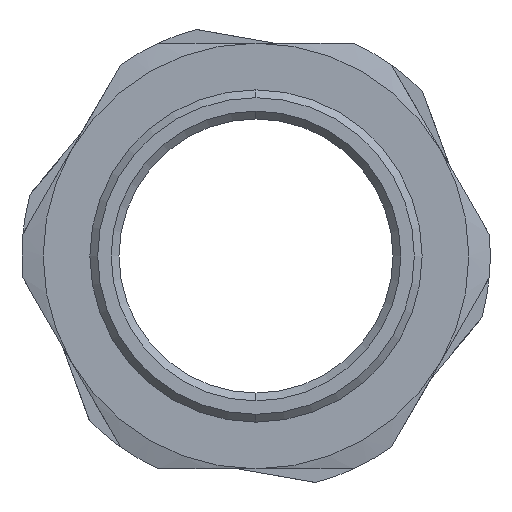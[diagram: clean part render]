
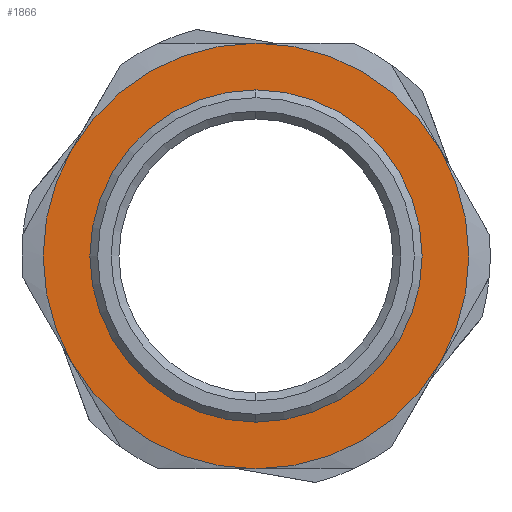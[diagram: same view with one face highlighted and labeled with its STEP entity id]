
A CAD part, left-side view. The second image highlights one B-rep face of the part: STEP entity #1866.
In plain terms, the highlighted planar face has unit normal (-1, 0, 0).
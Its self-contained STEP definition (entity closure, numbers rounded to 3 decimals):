
#22 = EDGE_LOOP ( 'NONE', ( #462, #1045, #1929, #949, #1314, #1075 ) ) ;
#58 = FACE_OUTER_BOUND ( 'NONE', #22, .T. ) ;
#115 = EDGE_CURVE ( 'NONE', #2307, #2737, #2564, .T. ) ;
#138 = DIRECTION ( 'NONE',  ( 0., 0., -1. ) ) ;
#180 = AXIS2_PLACEMENT_3D ( 'NONE', #1078, #1302, #1722 ) ;
#190 = CIRCLE ( 'NONE', #2084, 20.5 ) ;
#231 = EDGE_CURVE ( 'NONE', #2737, #2238, #973, .T. ) ;
#239 = CARTESIAN_POINT ( 'NONE',  ( 15.3, -17.754, 10.25 ) ) ;
#264 = CARTESIAN_POINT ( 'NONE',  ( 15.3, -17.754, -10.25 ) ) ;
#285 = CARTESIAN_POINT ( 'NONE',  ( 15.3, 0., 0. ) ) ;
#347 = VERTEX_POINT ( 'NONE', #2311 ) ;
#447 = EDGE_CURVE ( 'NONE', #347, #1499, #190, .T. ) ;
#462 = ORIENTED_EDGE ( 'NONE', *, *, #231, .F. ) ;
#557 = CARTESIAN_POINT ( 'NONE',  ( 15.3, 16., 0. ) ) ;
#726 = AXIS2_PLACEMENT_3D ( 'NONE', #2546, #1898, #138 ) ;
#731 = CARTESIAN_POINT ( 'NONE',  ( 15.3, 0., -16. ) ) ;
#762 = CARTESIAN_POINT ( 'NONE',  ( 15.3, 0., -20.5 ) ) ;
#790 = DIRECTION ( 'NONE',  ( 0., 0., -1. ) ) ;
#796 = CIRCLE ( 'NONE', #2094, 20.5 ) ;
#916 = CARTESIAN_POINT ( 'NONE',  ( 15.3, 17.754, -10.25 ) ) ;
#949 = ORIENTED_EDGE ( 'NONE', *, *, #447, .F. ) ;
#960 = CIRCLE ( 'NONE', #2181, 16. ) ;
#973 = CIRCLE ( 'NONE', #1241, 20.5 ) ;
#1045 = ORIENTED_EDGE ( 'NONE', *, *, #115, .F. ) ;
#1075 = ORIENTED_EDGE ( 'NONE', *, *, #1785, .F. ) ;
#1078 = CARTESIAN_POINT ( 'NONE',  ( 15.3, 0., 0. ) ) ;
#1093 = DIRECTION ( 'NONE',  ( 0., 0., 1. ) ) ;
#1120 = AXIS2_PLACEMENT_3D ( 'NONE', #557, #1472, #790 ) ;
#1127 = CIRCLE ( 'NONE', #180, 16. ) ;
#1240 = CARTESIAN_POINT ( 'NONE',  ( 15.3, 0., 0. ) ) ;
#1241 = AXIS2_PLACEMENT_3D ( 'NONE', #2484, #2710, #1846 ) ;
#1274 = DIRECTION ( 'NONE',  ( 1., 0., 0. ) ) ;
#1280 = CARTESIAN_POINT ( 'NONE',  ( 15.3, 0., 0. ) ) ;
#1302 = DIRECTION ( 'NONE',  ( 1., 0., 0. ) ) ;
#1308 = CARTESIAN_POINT ( 'NONE',  ( 15.3, 0., 0. ) ) ;
#1314 = ORIENTED_EDGE ( 'NONE', *, *, #2152, .T. ) ;
#1386 = EDGE_CURVE ( 'NONE', #1499, #2307, #1673, .T. ) ;
#1472 = DIRECTION ( 'NONE',  ( 1., 0., 0. ) ) ;
#1499 = VERTEX_POINT ( 'NONE', #239 ) ;
#1526 = ORIENTED_EDGE ( 'NONE', *, *, #1881, .T. ) ;
#1673 = CIRCLE ( 'NONE', #2848, 20.5 ) ;
#1711 = DIRECTION ( 'NONE',  ( 1., 0., 0. ) ) ;
#1722 = DIRECTION ( 'NONE',  ( 0., 0., -1. ) ) ;
#1748 = EDGE_CURVE ( 'NONE', #1965, #2183, #960, .T. ) ;
#1785 = EDGE_CURVE ( 'NONE', #2238, #2574, #2781, .T. ) ;
#1823 = DIRECTION ( 'NONE',  ( 1., 0., 0. ) ) ;
#1846 = DIRECTION ( 'NONE',  ( 0., 0., -1. ) ) ;
#1866 = ADVANCED_FACE ( 'NONE', ( #2050, #58 ), #1883, .F. ) ;
#1881 = EDGE_CURVE ( 'NONE', #2183, #1965, #1127, .T. ) ;
#1883 = PLANE ( 'NONE',  #1120 ) ;
#1898 = DIRECTION ( 'NONE',  ( 1., 0., 0. ) ) ;
#1929 = ORIENTED_EDGE ( 'NONE', *, *, #1386, .F. ) ;
#1931 = DIRECTION ( 'NONE',  ( 0., 0., -1. ) ) ;
#1952 = DIRECTION ( 'NONE',  ( 0., 0., -1. ) ) ;
#1965 = VERTEX_POINT ( 'NONE', #731 ) ;
#2050 = FACE_BOUND ( 'NONE', #2407, .T. ) ;
#2057 = DIRECTION ( 'NONE',  ( 0., 0., -1. ) ) ;
#2084 = AXIS2_PLACEMENT_3D ( 'NONE', #1240, #1711, #1931 ) ;
#2094 = AXIS2_PLACEMENT_3D ( 'NONE', #1280, #2620, #1093 ) ;
#2152 = EDGE_CURVE ( 'NONE', #347, #2574, #796, .T. ) ;
#2177 = CARTESIAN_POINT ( 'NONE',  ( 15.3, 0., 16. ) ) ;
#2181 = AXIS2_PLACEMENT_3D ( 'NONE', #285, #1823, #2057 ) ;
#2183 = VERTEX_POINT ( 'NONE', #2177 ) ;
#2194 = DIRECTION ( 'NONE',  ( 1., 0., 0. ) ) ;
#2229 = CARTESIAN_POINT ( 'NONE',  ( 15.3, 17.754, 10.25 ) ) ;
#2238 = VERTEX_POINT ( 'NONE', #916 ) ;
#2307 = VERTEX_POINT ( 'NONE', #264 ) ;
#2311 = CARTESIAN_POINT ( 'NONE',  ( 15.3, 0., 20.5 ) ) ;
#2407 = EDGE_LOOP ( 'NONE', ( #2672, #1526 ) ) ;
#2484 = CARTESIAN_POINT ( 'NONE',  ( 15.3, 0., 0. ) ) ;
#2516 = AXIS2_PLACEMENT_3D ( 'NONE', #1308, #2194, #1952 ) ;
#2546 = CARTESIAN_POINT ( 'NONE',  ( 15.3, 0., 0. ) ) ;
#2564 = CIRCLE ( 'NONE', #2516, 20.5 ) ;
#2574 = VERTEX_POINT ( 'NONE', #2229 ) ;
#2596 = CARTESIAN_POINT ( 'NONE',  ( 15.3, 0., 0. ) ) ;
#2620 = DIRECTION ( 'NONE',  ( -1., 0., 0. ) ) ;
#2672 = ORIENTED_EDGE ( 'NONE', *, *, #1748, .T. ) ;
#2710 = DIRECTION ( 'NONE',  ( 1., 0., 0. ) ) ;
#2737 = VERTEX_POINT ( 'NONE', #762 ) ;
#2781 = CIRCLE ( 'NONE', #726, 20.5 ) ;
#2812 = DIRECTION ( 'NONE',  ( 0., 0., -1. ) ) ;
#2848 = AXIS2_PLACEMENT_3D ( 'NONE', #2596, #1274, #2812 ) ;
